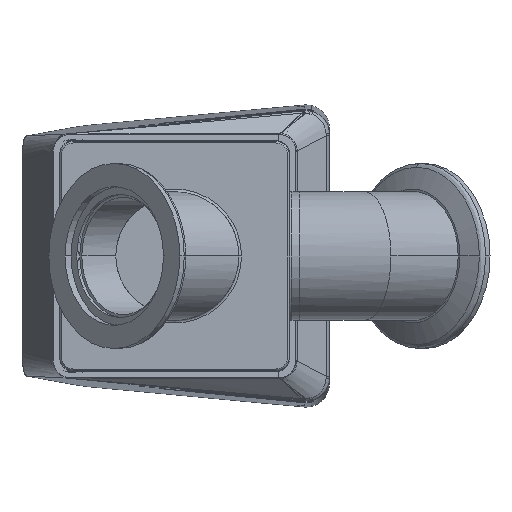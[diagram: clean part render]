
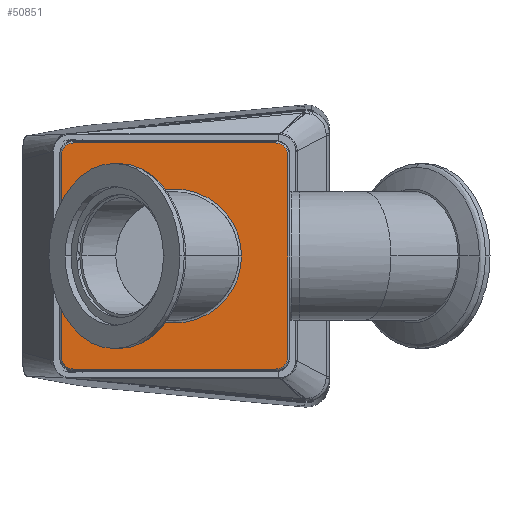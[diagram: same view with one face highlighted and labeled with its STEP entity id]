
A CAD part, front view. The second image highlights one B-rep face of the part: STEP entity #50851.
In plain terms, the highlighted planar face has unit normal (0, -1, 0).
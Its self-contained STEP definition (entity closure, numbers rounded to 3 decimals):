
#1893 = ORIENTED_EDGE ( 'NONE', *, *, #38320, .T. ) ;
#4026 = VERTEX_POINT ( 'NONE', #69423 ) ;
#7080 = LINE ( 'NONE', #94431, #72172 ) ;
#8335 = EDGE_CURVE ( 'NONE', #91475, #55981, #7080, .T. ) ;
#9427 = CARTESIAN_POINT ( 'NONE',  ( 0., -11.406, 34. ) ) ;
#10250 = CARTESIAN_POINT ( 'NONE',  ( 30., -11.406, 30. ) ) ;
#10627 = VECTOR ( 'NONE', #26445, 1000. ) ;
#15023 = EDGE_CURVE ( 'NONE', #36851, #106228, #100952, .T. ) ;
#16202 = CARTESIAN_POINT ( 'NONE',  ( 33.5, -11.406, 30. ) ) ;
#16958 = CARTESIAN_POINT ( 'NONE',  ( -33.5, -11.406, 30. ) ) ;
#17760 = EDGE_CURVE ( 'NONE', #55981, #57079, #98423, .T. ) ;
#18181 = CIRCLE ( 'NONE', #82857, 19.85 ) ;
#21733 = CARTESIAN_POINT ( 'NONE',  ( -33.5, -11.406, 34. ) ) ;
#25303 = LINE ( 'NONE', #77359, #10627 ) ;
#25835 = CIRCLE ( 'NONE', #66525, 3.5 ) ;
#26445 = DIRECTION ( 'NONE',  ( -1., 0., 0. ) ) ;
#27037 = DIRECTION ( 'NONE',  ( 0., -1., 0. ) ) ;
#28192 = CIRCLE ( 'NONE', #79848, 3.5 ) ;
#28577 = CIRCLE ( 'NONE', #37747, 3.5 ) ;
#28696 = EDGE_CURVE ( 'NONE', #82113, #103194, #85500, .T. ) ;
#33708 = EDGE_LOOP ( 'NONE', ( #113776, #71545, #95641, #68803, #80186, #110365, #88837, #87449 ) ) ;
#36231 = EDGE_LOOP ( 'NONE', ( #1893, #61587 ) ) ;
#36851 = VERTEX_POINT ( 'NONE', #16958 ) ;
#37747 = AXIS2_PLACEMENT_3D ( 'NONE', #63349, #72000, #88762 ) ;
#38301 = CARTESIAN_POINT ( 'NONE',  ( -33.5, -11.406, -30. ) ) ;
#38320 = EDGE_CURVE ( 'NONE', #47721, #4026, #76419, .T. ) ;
#40930 = VECTOR ( 'NONE', #57028, 1000. ) ;
#44754 = DIRECTION ( 'NONE',  ( 0., 1., 0. ) ) ;
#45207 = DIRECTION ( 'NONE',  ( -1., 0., 0. ) ) ;
#47041 = CARTESIAN_POINT ( 'NONE',  ( -30., -11.406, -33.5 ) ) ;
#47721 = VERTEX_POINT ( 'NONE', #55847 ) ;
#47988 = CARTESIAN_POINT ( 'NONE',  ( 0., -11.406, -33.5 ) ) ;
#49535 = CARTESIAN_POINT ( 'NONE',  ( -30., -11.406, 33.5 ) ) ;
#49915 = EDGE_CURVE ( 'NONE', #64566, #36851, #28192, .T. ) ;
#50851 = ADVANCED_FACE ( 'NONE', ( #62109, #97336 ), #88660, .F. ) ;
#55847 = CARTESIAN_POINT ( 'NONE',  ( -19.85, -11.406, 0. ) ) ;
#55981 = VERTEX_POINT ( 'NONE', #16202 ) ;
#57028 = DIRECTION ( 'NONE',  ( 0., 0., -1. ) ) ;
#57079 = VERTEX_POINT ( 'NONE', #100619 ) ;
#59655 = AXIS2_PLACEMENT_3D ( 'NONE', #10250, #27037, #95851 ) ;
#61587 = ORIENTED_EDGE ( 'NONE', *, *, #82709, .T. ) ;
#62109 = FACE_OUTER_BOUND ( 'NONE', #33708, .T. ) ;
#63349 = CARTESIAN_POINT ( 'NONE',  ( 30., -11.406, -30. ) ) ;
#63386 = AXIS2_PLACEMENT_3D ( 'NONE', #9427, #44754, #80002 ) ;
#64566 = VERTEX_POINT ( 'NONE', #49535 ) ;
#66525 = AXIS2_PLACEMENT_3D ( 'NONE', #94637, #103901, #66978 ) ;
#66978 = DIRECTION ( 'NONE',  ( -1., 0., 0. ) ) ;
#67655 = DIRECTION ( 'NONE',  ( 0., -1., 0. ) ) ;
#67910 = EDGE_CURVE ( 'NONE', #57079, #64566, #25303, .T. ) ;
#68803 = ORIENTED_EDGE ( 'NONE', *, *, #15023, .T. ) ;
#69423 = CARTESIAN_POINT ( 'NONE',  ( 19.85, -11.406, 0. ) ) ;
#69501 = CARTESIAN_POINT ( 'NONE',  ( 0., -11.406, 0. ) ) ;
#71545 = ORIENTED_EDGE ( 'NONE', *, *, #67910, .T. ) ;
#72000 = DIRECTION ( 'NONE',  ( 0., -1., 0. ) ) ;
#72172 = VECTOR ( 'NONE', #96117, 1000. ) ;
#74018 = DIRECTION ( 'NONE',  ( 0., 1., 0. ) ) ;
#76419 = CIRCLE ( 'NONE', #111538, 19.85 ) ;
#77359 = CARTESIAN_POINT ( 'NONE',  ( -30., -11.406, 33.5 ) ) ;
#79848 = AXIS2_PLACEMENT_3D ( 'NONE', #83873, #67655, #102337 ) ;
#80002 = DIRECTION ( 'NONE',  ( -1., 0., 0. ) ) ;
#80186 = ORIENTED_EDGE ( 'NONE', *, *, #86081, .T. ) ;
#80458 = DIRECTION ( 'NONE',  ( 0., 1., 0. ) ) ;
#82113 = VERTEX_POINT ( 'NONE', #47041 ) ;
#82709 = EDGE_CURVE ( 'NONE', #4026, #47721, #18181, .T. ) ;
#82857 = AXIS2_PLACEMENT_3D ( 'NONE', #69501, #80458, #45207 ) ;
#83873 = CARTESIAN_POINT ( 'NONE',  ( -30., -11.406, 30. ) ) ;
#84380 = DIRECTION ( 'NONE',  ( 1., 0., 0. ) ) ;
#85500 = LINE ( 'NONE', #47988, #93951 ) ;
#86081 = EDGE_CURVE ( 'NONE', #106228, #82113, #25835, .T. ) ;
#87449 = ORIENTED_EDGE ( 'NONE', *, *, #8335, .T. ) ;
#88660 = PLANE ( 'NONE',  #63386 ) ;
#88762 = DIRECTION ( 'NONE',  ( -1., 0., 0. ) ) ;
#88837 = ORIENTED_EDGE ( 'NONE', *, *, #111024, .T. ) ;
#91475 = VERTEX_POINT ( 'NONE', #110497 ) ;
#92502 = DIRECTION ( 'NONE',  ( -1., 0., 0. ) ) ;
#93951 = VECTOR ( 'NONE', #84380, 1000. ) ;
#94431 = CARTESIAN_POINT ( 'NONE',  ( 33.5, -11.406, 34. ) ) ;
#94637 = CARTESIAN_POINT ( 'NONE',  ( -30., -11.406, -30. ) ) ;
#95641 = ORIENTED_EDGE ( 'NONE', *, *, #49915, .T. ) ;
#95851 = DIRECTION ( 'NONE',  ( -1., 0., 0. ) ) ;
#96117 = DIRECTION ( 'NONE',  ( 0., 0., 1. ) ) ;
#97168 = CARTESIAN_POINT ( 'NONE',  ( 30., -11.406, -33.5 ) ) ;
#97336 = FACE_BOUND ( 'NONE', #36231, .T. ) ;
#98423 = CIRCLE ( 'NONE', #59655, 3.5 ) ;
#100619 = CARTESIAN_POINT ( 'NONE',  ( 30., -11.406, 33.5 ) ) ;
#100952 = LINE ( 'NONE', #21733, #40930 ) ;
#101755 = CARTESIAN_POINT ( 'NONE',  ( 0., -11.406, 0. ) ) ;
#102337 = DIRECTION ( 'NONE',  ( -1., 0., 0. ) ) ;
#103194 = VERTEX_POINT ( 'NONE', #97168 ) ;
#103901 = DIRECTION ( 'NONE',  ( 0., -1., 0. ) ) ;
#106228 = VERTEX_POINT ( 'NONE', #38301 ) ;
#110365 = ORIENTED_EDGE ( 'NONE', *, *, #28696, .T. ) ;
#110497 = CARTESIAN_POINT ( 'NONE',  ( 33.5, -11.406, -30. ) ) ;
#111024 = EDGE_CURVE ( 'NONE', #103194, #91475, #28577, .T. ) ;
#111538 = AXIS2_PLACEMENT_3D ( 'NONE', #101755, #74018, #92502 ) ;
#113776 = ORIENTED_EDGE ( 'NONE', *, *, #17760, .T. ) ;
